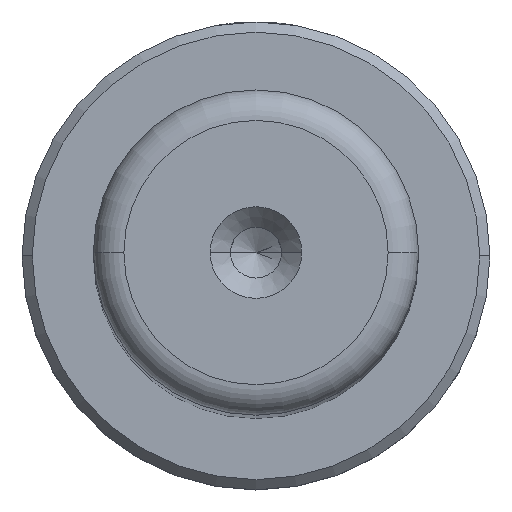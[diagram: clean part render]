
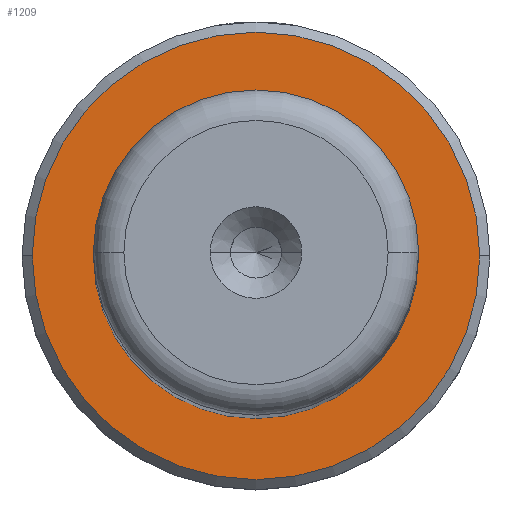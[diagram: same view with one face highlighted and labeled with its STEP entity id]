
A CAD part, top view. The second image highlights one B-rep face of the part: STEP entity #1209.
In plain terms, the highlighted planar face has unit normal (0, 0, 1).
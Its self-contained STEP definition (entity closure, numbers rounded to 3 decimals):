
#12 = CARTESIAN_POINT ( 'NONE',  ( 0., 0., 15. ) ) ;
#45 = CARTESIAN_POINT ( 'NONE',  ( 0., 0., 15. ) ) ;
#99 = DIRECTION ( 'NONE',  ( 1., 0., 0. ) ) ;
#108 = DIRECTION ( 'NONE',  ( -1., 0., 0. ) ) ;
#138 = VERTEX_POINT ( 'NONE', #285 ) ;
#173 = DIRECTION ( 'NONE',  ( -1., 0., 0. ) ) ;
#220 = EDGE_LOOP ( 'NONE', ( #879, #532 ) ) ;
#233 = VERTEX_POINT ( 'NONE', #1133 ) ;
#238 = CARTESIAN_POINT ( 'NONE',  ( 7.495, 0., 15. ) ) ;
#251 = FACE_BOUND ( 'NONE', #220, .T. ) ;
#285 = CARTESIAN_POINT ( 'NONE',  ( 11., 0., 15. ) ) ;
#311 = AXIS2_PLACEMENT_3D ( 'NONE', #12, #1119, #173 ) ;
#338 = EDGE_CURVE ( 'NONE', #138, #1734, #728, .T. ) ;
#378 = ORIENTED_EDGE ( 'NONE', *, *, #338, .T. ) ;
#410 = CIRCLE ( 'NONE', #1630, 11. ) ;
#530 = PLANE ( 'NONE',  #916 ) ;
#532 = ORIENTED_EDGE ( 'NONE', *, *, #2064, .T. ) ;
#589 = DIRECTION ( 'NONE',  ( 0., 0., 1. ) ) ;
#695 = DIRECTION ( 'NONE',  ( 1., 0., 0. ) ) ;
#715 = EDGE_LOOP ( 'NONE', ( #1441, #378 ) ) ;
#728 = CIRCLE ( 'NONE', #1118, 11. ) ;
#879 = ORIENTED_EDGE ( 'NONE', *, *, #932, .T. ) ;
#916 = AXIS2_PLACEMENT_3D ( 'NONE', #45, #1645, #695 ) ;
#932 = EDGE_CURVE ( 'NONE', #233, #1934, #1407, .T. ) ;
#1006 = CIRCLE ( 'NONE', #2021, 7.495 ) ;
#1044 = FACE_OUTER_BOUND ( 'NONE', #715, .T. ) ;
#1050 = DIRECTION ( 'NONE',  ( 0., 0., 1. ) ) ;
#1055 = DIRECTION ( 'NONE',  ( 0., 0., -1. ) ) ;
#1118 = AXIS2_PLACEMENT_3D ( 'NONE', #1537, #589, #1702 ) ;
#1119 = DIRECTION ( 'NONE',  ( 0., 0., -1. ) ) ;
#1133 = CARTESIAN_POINT ( 'NONE',  ( -7.495, 0., 15. ) ) ;
#1209 = ADVANCED_FACE ( 'NONE', ( #1044, #251 ), #530, .T. ) ;
#1407 = CIRCLE ( 'NONE', #311, 7.495 ) ;
#1441 = ORIENTED_EDGE ( 'NONE', *, *, #1640, .T. ) ;
#1537 = CARTESIAN_POINT ( 'NONE',  ( 0., 0., 15. ) ) ;
#1630 = AXIS2_PLACEMENT_3D ( 'NONE', #2015, #1050, #99 ) ;
#1640 = EDGE_CURVE ( 'NONE', #1734, #138, #410, .T. ) ;
#1645 = DIRECTION ( 'NONE',  ( 0., 0., 1. ) ) ;
#1702 = DIRECTION ( 'NONE',  ( 1., 0., 0. ) ) ;
#1711 = CARTESIAN_POINT ( 'NONE',  ( -11., 0., 15. ) ) ;
#1734 = VERTEX_POINT ( 'NONE', #1711 ) ;
#1934 = VERTEX_POINT ( 'NONE', #238 ) ;
#2015 = CARTESIAN_POINT ( 'NONE',  ( 0., 0., 15. ) ) ;
#2020 = CARTESIAN_POINT ( 'NONE',  ( 0., 0., 15. ) ) ;
#2021 = AXIS2_PLACEMENT_3D ( 'NONE', #2020, #1055, #108 ) ;
#2064 = EDGE_CURVE ( 'NONE', #1934, #233, #1006, .T. ) ;
